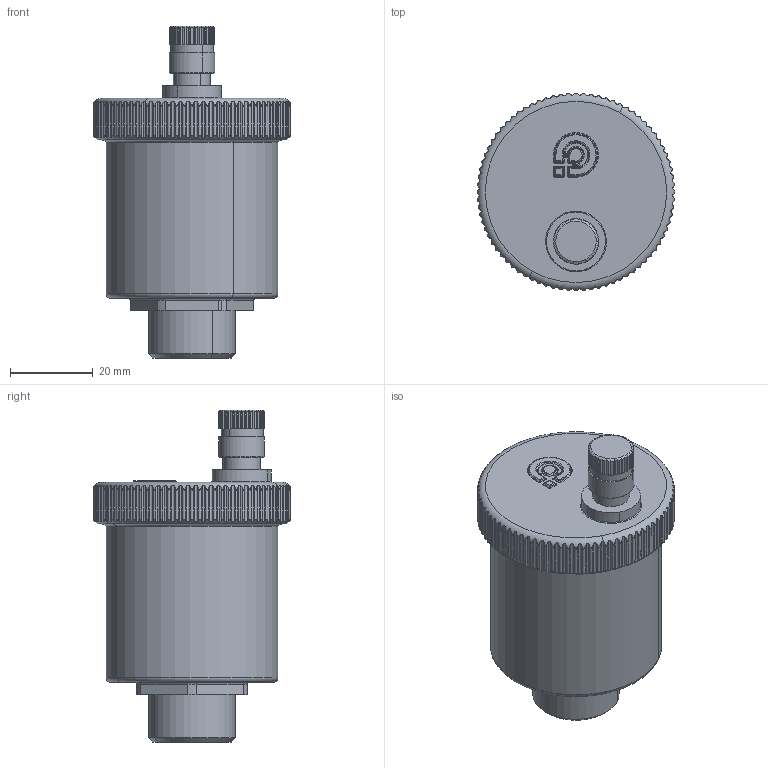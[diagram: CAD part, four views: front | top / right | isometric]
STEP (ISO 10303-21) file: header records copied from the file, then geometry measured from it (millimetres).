
FILE_DESCRIPTION(('CATIA V5 STEP Exchange'),'2;1');
FILE_NAME('250841 - TST.stp','2016-04-21T15:04:34+00:00',('none'),('none'),'CATIA Version 5-6 Release 2014 SP5','CATIA V5 STEP AP203','none');
FILE_SCHEMA(('CONFIG_CONTROL_DESIGN'));
Length unit declared in the file: millimetre
Products named in the file (1): 250841 - TST
Bounding box: 47.9 x 47.9 x 80.4 mm (x, y, z)
Volume: 75720.6 mm3; surface area: 12128.9 mm2
Topology: 1 solids, 1 shells, 614 faces, 1772 edges, 1160 vertices
Faces by surface type: cylinder 272, plane 267, bspline 29, torus 22, cone 15, sphere 9
Entity records: 24501 total; most frequent: CARTESIAN_POINT 10552, ORIENTED_EDGE 3518, DIRECTION 1904, EDGE_CURVE 1759, VERTEX_POINT 1160, B_SPLINE_CURVE_WITH_KNOTS 905, AXIS2_PLACEMENT_3D 750, VECTOR 630
